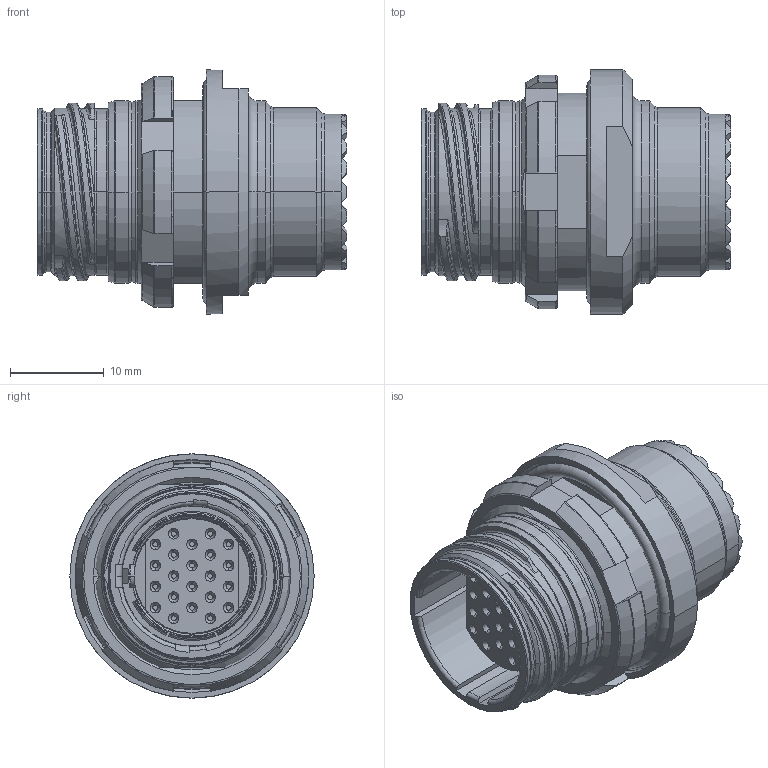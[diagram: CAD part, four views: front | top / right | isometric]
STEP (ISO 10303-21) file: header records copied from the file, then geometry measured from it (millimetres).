
FILE_DESCRIPTION((''),'2;1');
FILE_NAME('GBTAAT0-H022SN-0000_OHNE_NUTMUT_ASM','2023-08-29T09:54:58',('FHeitzinger'),(''),'CREO PARAMETRIC BY PTC INC, 2022014','CREO PARAMETRIC BY PTC INC, 2022014','');
FILE_SCHEMA(('AP242_MANAGED_MODEL_BASED_3D_ENGINEERING_MIM_LF { 1 0 10303 442 1 1 4 }'));
Length unit declared in the file: millimetre
Products named in the file (5): Z10406435_1_1; Z10406435_1_2; Z10406435_1_ASM; 00126150; GBTAAT0-H022SN-0000_OHNE_NUTMUT_ASM
Assembly tree (4 placements, depth 3):
  GBTAAT0-H022SN-0000_OHNE_NUTMUT_ASM
    Z10406435_1_ASM
      Z10406435_1_1
      Z10406435_1_2
    00126150
Bounding box: 33 x 26 x 26 mm (x, y, z)
Volume: 8194.8 mm3; surface area: 6567.1 mm2
Topology: 3 solids, 3 shells, 594 faces, 1655 edges, 1098 vertices
Faces by surface type: plane 182, cylinder 152, cone 127, torus 102, bspline 30, sphere 1
Entity records: 29413 total; most frequent: CARTESIAN_POINT 10091, ORIENTED_EDGE 3310, DIRECTION 2974, EDGE_CURVE 1655, AXIS2_PLACEMENT_3D 1247, VERTEX_POINT 1098, PRESENTATION_STYLE_ASSIGNMENT 674, STYLED_ITEM 674
